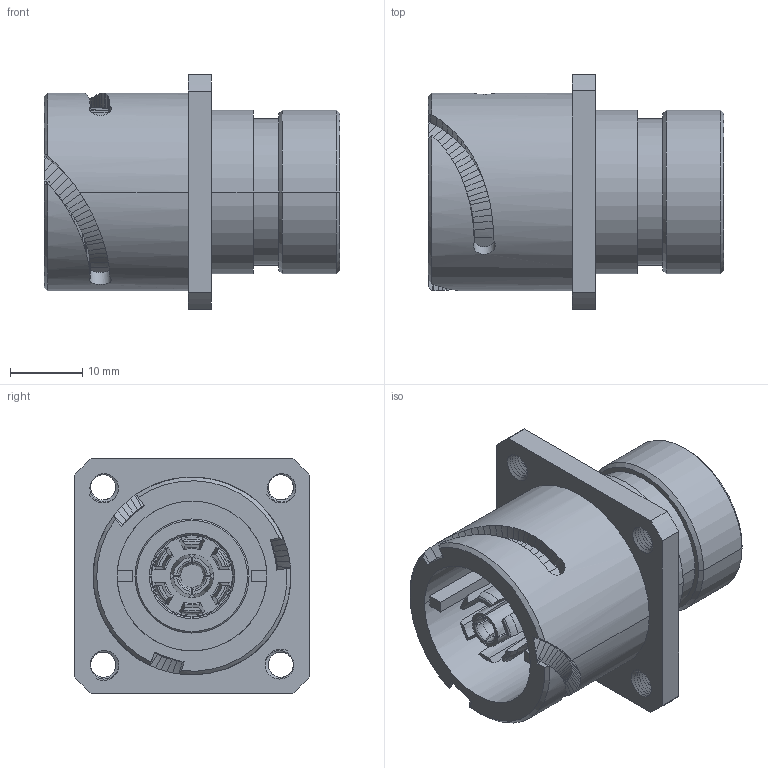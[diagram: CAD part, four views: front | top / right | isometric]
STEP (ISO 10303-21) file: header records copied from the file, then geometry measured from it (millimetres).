
FILE_DESCRIPTION((''),'2;1');
FILE_NAME('GCE3100E16M25S-B-T3_SW0001','2023-06-01T08:48:32',('paultorloting'),('NET AG system integration'),'CREO PARAMETRIC BY PTC INC, 2021404','CREO PARAMETRIC BY PTC INC, 2021404','');
FILE_SCHEMA(('AUTOMOTIVE_DESIGN { 1 0 10303 214 1 1 1 1 }'));
Length unit declared in the file: millimetre
Products named in the file (1): GCE3100E16M25S-B-T3_SW0001
Bounding box: 41 x 32.5 x 32.5 mm (x, y, z)
Volume: 16588.8 mm3; surface area: 8150.2 mm2
Topology: 1 solids, 1 shells, 510 faces, 1357 edges, 874 vertices
Faces by surface type: bspline 224, plane 194, torus 34, cone 33, cylinder 25
Entity records: 24689 total; most frequent: CARTESIAN_POINT 11197, ORIENTED_EDGE 2714, DIRECTION 1580, EDGE_CURVE 1357, VERTEX_POINT 874, VECTOR 679, LINE 679, EDGE_LOOP 543
